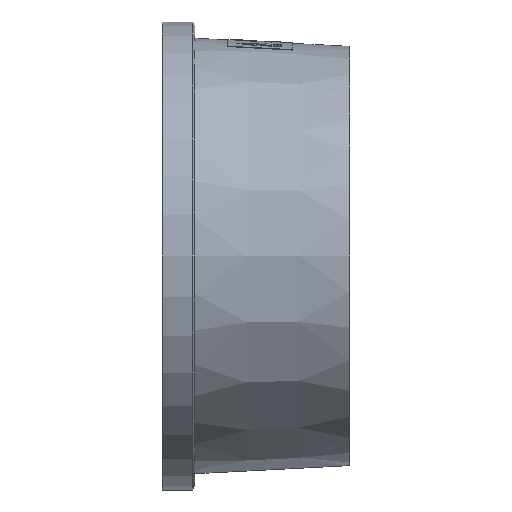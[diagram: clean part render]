
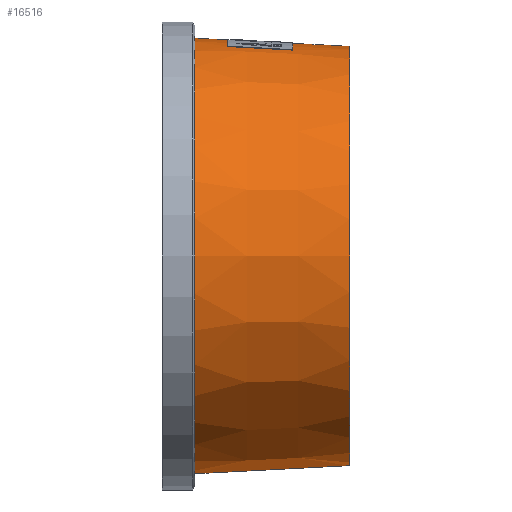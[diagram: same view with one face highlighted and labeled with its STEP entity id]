
A CAD part, left-side view. The second image highlights one B-rep face of the part: STEP entity #16516.
In plain terms, the highlighted conical face has half-angle 3 degrees and reference radius 51.508 mm.
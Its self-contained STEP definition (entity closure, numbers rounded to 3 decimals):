
#1721 = DIRECTION ( 'NONE',  ( 0., 0., 1. ) ) ;
#1747 = DIRECTION ( 'NONE',  ( 0., 1., 0. ) ) ;
#1762 = CARTESIAN_POINT ( 'NONE',  ( 0., 0., 0. ) ) ;
#2780 = CONICAL_SURFACE ( 'NONE', #19519, 51.509, 0.052 ) ;
#3859 = LINE ( 'NONE', #13962, #3869 ) ;
#3869 = VECTOR ( 'NONE', #13989, 1000. ) ;
#11263 = AXIS2_PLACEMENT_3D ( 'NONE', #14658, #14677, #14651 ) ;
#11298 = AXIS2_PLACEMENT_3D ( 'NONE', #14768, #14795, #14776 ) ;
#11326 = AXIS2_PLACEMENT_3D ( 'NONE', #14722, #14720, #14718 ) ;
#11345 = AXIS2_PLACEMENT_3D ( 'NONE', #15026, #15043, #15012 ) ;
#13506 = CARTESIAN_POINT ( 'NONE',  ( -13., 14., 50.599 ) ) ;
#13508 = CARTESIAN_POINT ( 'NONE',  ( -13., 30., 51.464 ) ) ;
#13548 = CARTESIAN_POINT ( 'NONE',  ( 0., 0., 51.509 ) ) ;
#13584 = CARTESIAN_POINT ( 'NONE',  ( 0., 30., 53.081 ) ) ;
#13589 = CARTESIAN_POINT ( 'NONE',  ( 0., 0., -51.509 ) ) ;
#13606 = CARTESIAN_POINT ( 'NONE',  ( 0., 14., 52.242 ) ) ;
#13669 = CARTESIAN_POINT ( 'NONE',  ( 0., 38., -53.5 ) ) ;
#13671 = CARTESIAN_POINT ( 'NONE',  ( 0., 38., 53.5 ) ) ;
#13962 = CARTESIAN_POINT ( 'NONE',  ( 0., 0., -51.509 ) ) ;
#13989 = DIRECTION ( 'NONE',  ( 0., 0.999, -0.052 ) ) ;
#14612 = CARTESIAN_POINT ( 'NONE',  ( 0., 0., 51.509 ) ) ;
#14633 = DIRECTION ( 'NONE',  ( 0., 0.999, 0.052 ) ) ;
#14651 = DIRECTION ( 'NONE',  ( 0., 0., 1. ) ) ;
#14657 = CARTESIAN_POINT ( 'NONE',  ( 0., 0., 51.509 ) ) ;
#14658 = CARTESIAN_POINT ( 'NONE',  ( 0., 0., 0. ) ) ;
#14676 = DIRECTION ( 'NONE',  ( 0., 0.999, 0.052 ) ) ;
#14677 = DIRECTION ( 'NONE',  ( 0., 1., 0. ) ) ;
#14718 = DIRECTION ( 'NONE',  ( 0., 0., 1. ) ) ;
#14720 = DIRECTION ( 'NONE',  ( 0., 1., 0. ) ) ;
#14722 = CARTESIAN_POINT ( 'NONE',  ( 0., 38., 0. ) ) ;
#14768 = CARTESIAN_POINT ( 'NONE',  ( 0., 30., 0. ) ) ;
#14776 = DIRECTION ( 'NONE',  ( 1., 0., 0. ) ) ;
#14795 = DIRECTION ( 'NONE',  ( 0., -1., 0. ) ) ;
#14811 = CARTESIAN_POINT ( 'NONE',  ( -13., 30., 51.464 ) ) ;
#14814 = CARTESIAN_POINT ( 'NONE',  ( -13., 14.685, 50.636 ) ) ;
#14822 = CARTESIAN_POINT ( 'NONE',  ( -13., 14., 50.599 ) ) ;
#14827 = CARTESIAN_POINT ( 'NONE',  ( -13., 25.352, 51.213 ) ) ;
#14828 = CARTESIAN_POINT ( 'NONE',  ( -13., 15.371, 50.673 ) ) ;
#14837 = CARTESIAN_POINT ( 'NONE',  ( -13., 16.056, 50.71 ) ) ;
#14840 = CARTESIAN_POINT ( 'NONE',  ( -13., 20.704, 50.962 ) ) ;
#15012 = DIRECTION ( 'NONE',  ( 0., 0., 1. ) ) ;
#15026 = CARTESIAN_POINT ( 'NONE',  ( 0., 14., 0. ) ) ;
#15043 = DIRECTION ( 'NONE',  ( 0., 1., 0. ) ) ;
#15358 = CIRCLE ( 'NONE', #11263, 51.509 ) ;
#15373 = LINE ( 'NONE', #14612, #15393 ) ;
#15374 = VECTOR ( 'NONE', #14676, 1000. ) ;
#15393 = VECTOR ( 'NONE', #14633, 1000. ) ;
#15398 = CIRCLE ( 'NONE', #11326, 53.5 ) ;
#15404 = LINE ( 'NONE', #14657, #15374 ) ;
#15405 = CIRCLE ( 'NONE', #11298, 53.081 ) ;
#15445 = CIRCLE ( 'NONE', #11345, 52.242 ) ;
#15834 = B_SPLINE_CURVE_WITH_KNOTS ( 'NONE', 3,
 ( #14811, #14827, #14840, #14837, #14828, #14814, #14822 ),
 .UNSPECIFIED., .F., .F.,
 ( 4, 3, 4 ),
 ( 0.017, 0.031, 0.033 ),
 .UNSPECIFIED. ) ;
#16516 = ADVANCED_FACE ( 'NONE', ( #19809 ), #2780, .T. ) ;
#17863 = ORIENTED_EDGE ( 'NONE', *, *, #19188, .T. ) ;
#17878 = ORIENTED_EDGE ( 'NONE', *, *, #19204, .T. ) ;
#17880 = ORIENTED_EDGE ( 'NONE', *, *, #19207, .F. ) ;
#17886 = ORIENTED_EDGE ( 'NONE', *, *, #19220, .F. ) ;
#17895 = ORIENTED_EDGE ( 'NONE', *, *, #19096, .F. ) ;
#17912 = ORIENTED_EDGE ( 'NONE', *, *, #19199, .T. ) ;
#17913 = ORIENTED_EDGE ( 'NONE', *, *, #19264, .F. ) ;
#17921 = ORIENTED_EDGE ( 'NONE', *, *, #19232, .F. ) ;
#18436 = VERTEX_POINT ( 'NONE', #13508 ) ;
#18448 = VERTEX_POINT ( 'NONE', #13506 ) ;
#18470 = VERTEX_POINT ( 'NONE', #13589 ) ;
#18474 = VERTEX_POINT ( 'NONE', #13584 ) ;
#18500 = VERTEX_POINT ( 'NONE', #13606 ) ;
#18510 = VERTEX_POINT ( 'NONE', #13548 ) ;
#18550 = VERTEX_POINT ( 'NONE', #13669 ) ;
#18559 = VERTEX_POINT ( 'NONE', #13671 ) ;
#19096 = EDGE_CURVE ( 'NONE', #18470, #18550, #3859, .T. ) ;
#19188 = EDGE_CURVE ( 'NONE', #18510, #18500, #15373, .T. ) ;
#19199 = EDGE_CURVE ( 'NONE', #18470, #18510, #15358, .T. ) ;
#19204 = EDGE_CURVE ( 'NONE', #18474, #18559, #15404, .T. ) ;
#19207 = EDGE_CURVE ( 'NONE', #18550, #18559, #15398, .T. ) ;
#19220 = EDGE_CURVE ( 'NONE', #18474, #18436, #15405, .T. ) ;
#19232 = EDGE_CURVE ( 'NONE', #18436, #18448, #15834, .T. ) ;
#19264 = EDGE_CURVE ( 'NONE', #18448, #18500, #15445, .T. ) ;
#19519 = AXIS2_PLACEMENT_3D ( 'NONE', #1762, #1747, #1721 ) ;
#19809 = FACE_OUTER_BOUND ( 'NONE', #20253, .T. ) ;
#20253 = EDGE_LOOP ( 'NONE', ( #17895, #17912, #17863, #17913, #17921, #17886, #17878, #17880 ) ) ;
